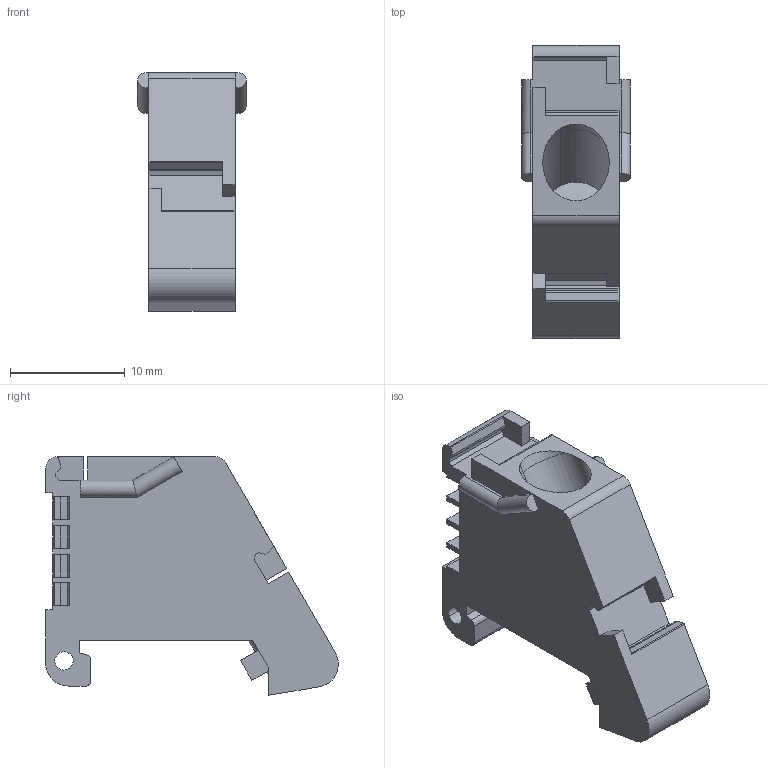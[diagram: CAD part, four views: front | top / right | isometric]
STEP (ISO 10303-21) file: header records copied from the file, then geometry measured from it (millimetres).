
FILE_DESCRIPTION(('CATIA V5 STEP Exchange','CAx-IF Rec.Pracs.--- Model Styling and Organization---1.4--- 2014-01-23'),'2;1');
FILE_NAME('0382860000.stp','2020-06-22T03:47:05+00:00',('none'),('none'),'CATIA Version 5-6 Release 2016 SP3 HF44','CATIA V5 STEP AP214','none');
FILE_SCHEMA(('AUTOMOTIVE_DESIGN { 1 0 10303 214 1 1 1 1 }'));
Length unit declared in the file: millimetre
Products named in the file (1): 0382860000
Bounding box: 9.5 x 25.53 x 20.8 mm (x, y, z)
Volume: 2200.6 mm3; surface area: 2210.6 mm2
Topology: 3 solids, 3 shells, 174 faces, 483 edges, 316 vertices
Faces by surface type: plane 138, cylinder 29, cone 7
Entity records: 5225 total; most frequent: CARTESIAN_POINT 1006, ORIENTED_EDGE 966, DIRECTION 695, EDGE_CURVE 483, VECTOR 414, LINE 414, VERTEX_POINT 316, EDGE_LOOP 179
